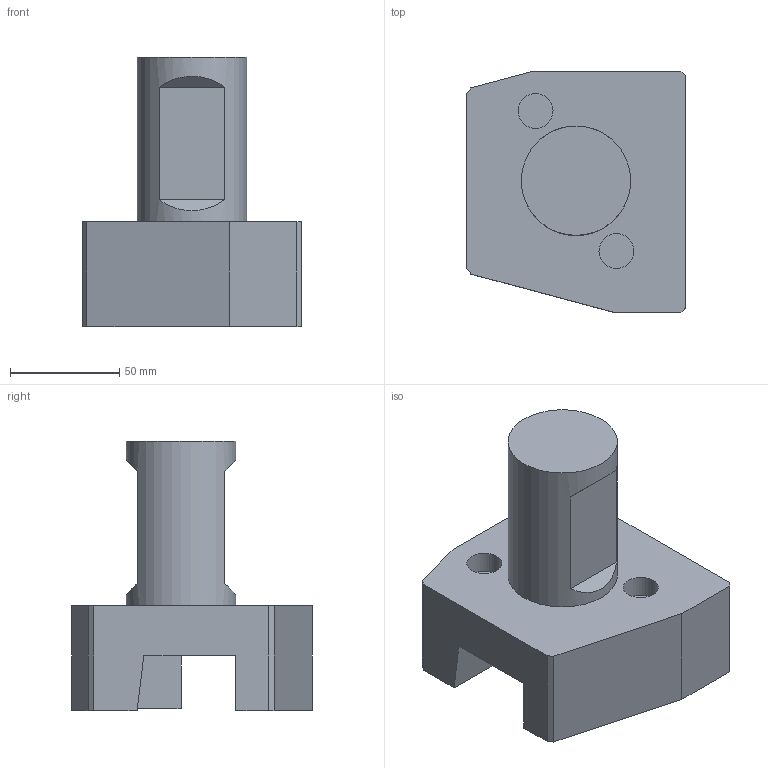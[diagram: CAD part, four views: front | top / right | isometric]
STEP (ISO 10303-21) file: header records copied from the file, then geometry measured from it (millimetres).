
FILE_DESCRIPTION(/* description */ (''),/* implementation_level */ '2;1');
FILE_NAME(/* name */ '1548325264243.stp',/* time_stamp */ '2019-01-24T15:51:22+05:00',/* author */ (''),/* organization */ ('SMS'),/* preprocessor_version */ 'ST-DEVELOPER v15',/* originating_system */ 'SIEMENS PLM Software NX 8.5',/* authorisation */ '');
FILE_SCHEMA (('AUTOMOTIVE_DESIGN { 1 0 10303 214 3 1 1 1 }'));
Length unit declared in the file: millimetre
Products named in the file (1): 200833923mod000_02
Bounding box: 100 x 110 x 123 mm (x, y, z)
Volume: 542028.1 mm3; surface area: 55865.9 mm2
Topology: 1 solids, 1 shells, 45 faces, 117 edges, 81 vertices
Faces by surface type: plane 40, cylinder 5
Full cylindrical faces by diameter (mm): 16 x2, 50 x1
Entity records: 1396 total; most frequent: CARTESIAN_POINT 239, DIRECTION 223, ORIENTED_EDGE 222, EDGE_CURVE 111, LINE 97, VECTOR 97, VERTEX_POINT 76, AXIS2_PLACEMENT_3D 63
